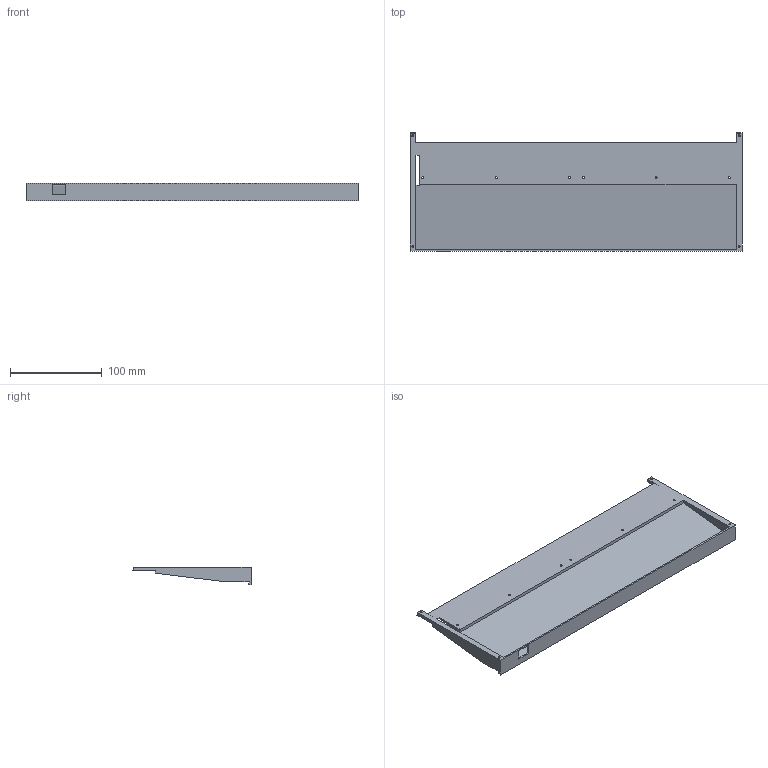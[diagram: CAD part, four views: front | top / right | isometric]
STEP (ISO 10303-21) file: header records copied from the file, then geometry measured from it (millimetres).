
FILE_DESCRIPTION(/* description */ (''),/* implementation_level */ '2;1');
FILE_NAME(/* name */ 'case-middle.step',/* time_stamp */ '2025-12-06T18:35:00-06:00',/* author */ (''),/* organization */ (''),/* preprocessor_version */ 'ST-DEVELOPER v20.1',/* originating_system */ 'Autodesk Translation Framework v14.21.0.0',/* authorisation */ '');
FILE_SCHEMA (('AUTOMOTIVE_DESIGN { 1 0 10303 214 3 1 1 }'));
Length unit declared in the file: millimetre
Products named in the file (1): 2025-12-05-02-40-18-396
Bounding box: 362.2 x 128.85 x 19.57 mm (x, y, z)
Volume: 123917.9 mm3; surface area: 106510.7 mm2
Topology: 1 solids, 1 shells, 53 faces, 139 edges, 92 vertices
Faces by surface type: plane 37, cylinder 16
Full cylindrical faces by diameter (mm): 2.2 x10, 5 x6
Entity records: 1710 total; most frequent: CARTESIAN_POINT 285, DIRECTION 279, ORIENTED_EDGE 278, EDGE_CURVE 139, LINE 107, VECTOR 107, VERTEX_POINT 92, AXIS2_PLACEMENT_3D 86
